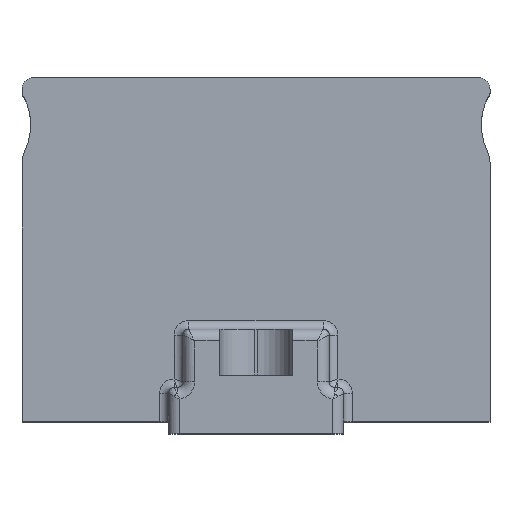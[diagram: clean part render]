
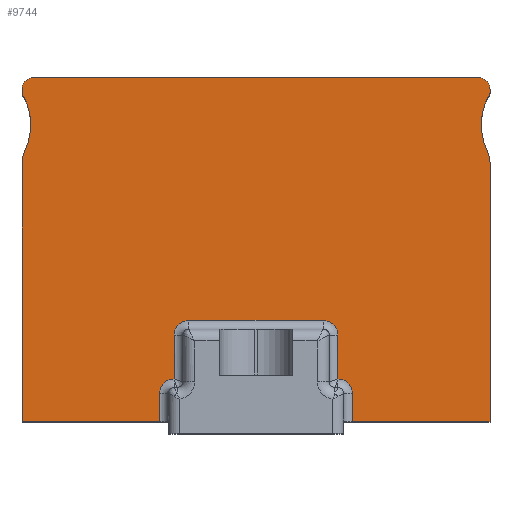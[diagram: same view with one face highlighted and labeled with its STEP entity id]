
A CAD part, top view. The second image highlights one B-rep face of the part: STEP entity #9744.
In plain terms, the highlighted planar face has unit normal (0, 0, 1).
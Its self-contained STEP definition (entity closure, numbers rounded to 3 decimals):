
#1459=CARTESIAN_POINT('',(-48.5,52.8,72.5));
#1460=DIRECTION('',(0.,0.,-1.));
#1461=DIRECTION('',(0.857,0.515,0.));
#1462=AXIS2_PLACEMENT_3D('',#1459,#1460,#1461);
#1464=CARTESIAN_POINT('',(-39.5,58.208,72.5));
#1465=DIRECTION('',(0.,0.,-1.));
#1466=DIRECTION('',(-0.857,-0.515,0.));
#1467=AXIS2_PLACEMENT_3D('',#1464,#1465,#1466);
#1469=DIRECTION('',(0.,1.,0.));
#1470=VECTOR('',#1469,0.592);
#1471=CARTESIAN_POINT('',(-40.,58.208,72.5));
#1472=LINE('',#1471,#1470);
#1473=CARTESIAN_POINT('',(-38.,58.8,72.5));
#1474=DIRECTION('',(0.,0.,-1.));
#1475=DIRECTION('',(-1.,0.,0.));
#1476=AXIS2_PLACEMENT_3D('',#1473,#1474,#1475);
#1478=DIRECTION('',(1.,0.,0.));
#1479=VECTOR('',#1478,76.);
#1480=CARTESIAN_POINT('',(-38.,60.8,72.5));
#1481=LINE('',#1480,#1479);
#1482=CARTESIAN_POINT('',(38.,58.8,72.5));
#1483=DIRECTION('',(0.,0.,-1.));
#1484=DIRECTION('',(0.,1.,0.));
#1485=AXIS2_PLACEMENT_3D('',#1482,#1483,#1484);
#1487=DIRECTION('',(0.,-1.,0.));
#1488=VECTOR('',#1487,0.592);
#1489=CARTESIAN_POINT('',(40.,58.8,72.5));
#1490=LINE('',#1489,#1488);
#1491=CARTESIAN_POINT('',(39.5,58.208,72.5));
#1492=DIRECTION('',(0.,0.,1.));
#1493=DIRECTION('',(0.857,-0.515,0.));
#1494=AXIS2_PLACEMENT_3D('',#1491,#1492,#1493);
#1496=CARTESIAN_POINT('',(48.5,52.8,72.5));
#1497=DIRECTION('',(0.,0.,1.));
#1498=DIRECTION('',(-0.857,0.515,0.));
#1499=AXIS2_PLACEMENT_3D('',#1496,#1497,#1498);
#1501=CARTESIAN_POINT('',(35.,46.262,72.5));
#1502=DIRECTION('',(0.,0.,1.));
#1503=DIRECTION('',(1.,0.,0.));
#1504=AXIS2_PLACEMENT_3D('',#1501,#1502,#1503);
#1506=DIRECTION('',(0.,-1.,0.));
#1507=VECTOR('',#1506,44.262);
#1508=CARTESIAN_POINT('',(40.,46.262,72.5));
#1509=LINE('',#1508,#1507);
#1510=DIRECTION('',(-1.,0.,0.));
#1511=VECTOR('',#1510,23.5);
#1512=CARTESIAN_POINT('',(40.,2.,72.5));
#1513=LINE('',#1512,#1511);
#1514=DIRECTION('',(0.,1.,0.));
#1515=VECTOR('',#1514,4.8);
#1516=CARTESIAN_POINT('',(16.5,2.,72.5));
#1517=LINE('',#1516,#1515);
#1518=CARTESIAN_POINT('',(14.,6.8,72.5));
#1519=DIRECTION('',(0.,0.,1.));
#1520=DIRECTION('',(1.,0.,0.));
#1521=AXIS2_PLACEMENT_3D('',#1518,#1519,#1520);
#1523=DIRECTION('',(0.,1.,0.));
#1524=VECTOR('',#1523,7.5);
#1525=CARTESIAN_POINT('',(14.,9.3,72.5));
#1526=LINE('',#1525,#1524);
#1527=CARTESIAN_POINT('',(11.5,16.8,72.5));
#1528=DIRECTION('',(0.,0.,1.));
#1529=DIRECTION('',(1.,0.,0.));
#1530=AXIS2_PLACEMENT_3D('',#1527,#1528,#1529);
#1532=DIRECTION('',(-1.,0.,0.));
#1533=VECTOR('',#1532,23.);
#1534=CARTESIAN_POINT('',(11.5,19.3,72.5));
#1535=LINE('',#1534,#1533);
#1536=CARTESIAN_POINT('',(-11.5,16.8,72.5));
#1537=DIRECTION('',(0.,0.,1.));
#1538=DIRECTION('',(0.,1.,0.));
#1539=AXIS2_PLACEMENT_3D('',#1536,#1537,#1538);
#1541=DIRECTION('',(0.,-1.,0.));
#1542=VECTOR('',#1541,7.5);
#1543=CARTESIAN_POINT('',(-14.,16.8,72.5));
#1544=LINE('',#1543,#1542);
#1545=CARTESIAN_POINT('',(-14.,6.8,72.5));
#1546=DIRECTION('',(0.,0.,1.));
#1547=DIRECTION('',(0.,1.,0.));
#1548=AXIS2_PLACEMENT_3D('',#1545,#1546,#1547);
#1550=DIRECTION('',(0.,-1.,0.));
#1551=VECTOR('',#1550,4.8);
#1552=CARTESIAN_POINT('',(-16.5,6.8,72.5));
#1553=LINE('',#1552,#1551);
#1554=DIRECTION('',(-1.,0.,0.));
#1555=VECTOR('',#1554,23.5);
#1556=CARTESIAN_POINT('',(-16.5,2.,72.5));
#1557=LINE('',#1556,#1555);
#1558=DIRECTION('',(0.,1.,0.));
#1559=VECTOR('',#1558,44.262);
#1560=CARTESIAN_POINT('',(-40.,2.,72.5));
#1561=LINE('',#1560,#1559);
#1562=CARTESIAN_POINT('',(-35.,46.262,72.5));
#1563=DIRECTION('',(0.,0.,-1.));
#1564=DIRECTION('',(-1.,0.,0.));
#1565=AXIS2_PLACEMENT_3D('',#1562,#1563,#1564);
#6929=CARTESIAN_POINT('',(-38.,60.8,72.5));
#6930=CARTESIAN_POINT('',(38.,60.8,72.5));
#6931=VERTEX_POINT('',#6929);
#6932=VERTEX_POINT('',#6930);
#6937=CARTESIAN_POINT('',(40.,2.,72.5));
#6939=VERTEX_POINT('',#6937);
#6941=CARTESIAN_POINT('',(-40.,2.,72.5));
#6943=VERTEX_POINT('',#6941);
#6993=CARTESIAN_POINT('',(-40.,58.8,72.5));
#6994=VERTEX_POINT('',#6993);
#6995=CARTESIAN_POINT('',(40.,58.8,72.5));
#6996=VERTEX_POINT('',#6995);
#7316=CARTESIAN_POINT('',(16.5,2.,72.5));
#7317=CARTESIAN_POINT('',(16.5,6.8,72.5));
#7318=VERTEX_POINT('',#7316);
#7319=VERTEX_POINT('',#7317);
#7320=CARTESIAN_POINT('',(14.,9.3,72.5));
#7321=VERTEX_POINT('',#7320);
#7325=CARTESIAN_POINT('',(-14.,16.8,72.5));
#7326=CARTESIAN_POINT('',(-14.,9.3,72.5));
#7327=VERTEX_POINT('',#7325);
#7328=VERTEX_POINT('',#7326);
#7331=CARTESIAN_POINT('',(-11.5,19.3,72.5));
#7332=VERTEX_POINT('',#7331);
#7335=CARTESIAN_POINT('',(11.5,19.3,72.5));
#7336=VERTEX_POINT('',#7335);
#7339=CARTESIAN_POINT('',(14.,16.8,72.5));
#7340=VERTEX_POINT('',#7339);
#7345=CARTESIAN_POINT('',(-16.5,6.8,72.5));
#7346=CARTESIAN_POINT('',(-16.5,2.,72.5));
#7347=VERTEX_POINT('',#7345);
#7348=VERTEX_POINT('',#7346);
#7357=CARTESIAN_POINT('',(39.929,57.951,72.5));
#7358=CARTESIAN_POINT('',(39.5,48.441,72.5));
#7359=VERTEX_POINT('',#7357);
#7360=VERTEX_POINT('',#7358);
#7385=CARTESIAN_POINT('',(40.,58.208,72.5));
#7386=VERTEX_POINT('',#7385);
#7387=CARTESIAN_POINT('',(40.,46.262,72.5));
#7388=VERTEX_POINT('',#7387);
#7425=CARTESIAN_POINT('',(-39.929,57.951,72.5));
#7426=CARTESIAN_POINT('',(-39.5,48.441,72.5));
#7427=VERTEX_POINT('',#7425);
#7428=VERTEX_POINT('',#7426);
#7453=CARTESIAN_POINT('',(-40.,46.262,72.5));
#7454=VERTEX_POINT('',#7453);
#7455=CARTESIAN_POINT('',(-40.,58.208,72.5));
#7456=VERTEX_POINT('',#7455);
#9690=CARTESIAN_POINT('',(0.,0.,72.5));
#9691=DIRECTION('',(0.,0.,1.));
#9692=DIRECTION('',(1.,0.,0.));
#9693=AXIS2_PLACEMENT_3D('',#9690,#9691,#9692);
#9694=PLANE('',#9693);
#9696=ORIENTED_EDGE('',*,*,#9695,.F.);
#9698=ORIENTED_EDGE('',*,*,#9697,.T.);
#9700=ORIENTED_EDGE('',*,*,#9699,.T.);
#9702=ORIENTED_EDGE('',*,*,#9701,.T.);
#9704=ORIENTED_EDGE('',*,*,#9703,.T.);
#9706=ORIENTED_EDGE('',*,*,#9705,.T.);
#9708=ORIENTED_EDGE('',*,*,#9707,.T.);
#9710=ORIENTED_EDGE('',*,*,#9709,.F.);
#9712=ORIENTED_EDGE('',*,*,#9711,.T.);
#9714=ORIENTED_EDGE('',*,*,#9713,.F.);
#9716=ORIENTED_EDGE('',*,*,#9715,.T.);
#9718=ORIENTED_EDGE('',*,*,#9717,.T.);
#9720=ORIENTED_EDGE('',*,*,#9719,.T.);
#9722=ORIENTED_EDGE('',*,*,#9721,.T.);
#9724=ORIENTED_EDGE('',*,*,#9723,.T.);
#9726=ORIENTED_EDGE('',*,*,#9725,.T.);
#9728=ORIENTED_EDGE('',*,*,#9727,.T.);
#9730=ORIENTED_EDGE('',*,*,#9729,.T.);
#9732=ORIENTED_EDGE('',*,*,#9731,.T.);
#9733=ORIENTED_EDGE('',*,*,#9680,.T.);
#9735=ORIENTED_EDGE('',*,*,#9734,.T.);
#9737=ORIENTED_EDGE('',*,*,#9736,.T.);
#9739=ORIENTED_EDGE('',*,*,#9738,.T.);
#9741=ORIENTED_EDGE('',*,*,#9740,.T.);
#9742=EDGE_LOOP('',(#9696,#9698,#9700,#9702,#9704,#9706,#9708,#9710,#9712,#9714,
#9716,#9718,#9720,#9722,#9724,#9726,#9728,#9730,#9732,#9733,#9735,#9737,#9739,
#9741));
#9743=FACE_OUTER_BOUND('',#9742,.F.);
#9744=ADVANCED_FACE('',(#9743),#9694,.T.);
#1463=CIRCLE('',#1462,10.);
#1468=CIRCLE('',#1467,0.5);
#1477=CIRCLE('',#1476,2.);
#1486=CIRCLE('',#1485,2.);
#1495=CIRCLE('',#1494,0.5);
#1500=CIRCLE('',#1499,10.);
#1505=CIRCLE('',#1504,5.);
#1522=CIRCLE('',#1521,2.5);
#1531=CIRCLE('',#1530,2.5);
#1540=CIRCLE('',#1539,2.5);
#1549=CIRCLE('',#1548,2.5);
#1566=CIRCLE('',#1565,5.);
#9680=EDGE_CURVE('',#7328,#7347,#1549,.T.);
#9695=EDGE_CURVE('',#7427,#7428,#1463,.T.);
#9697=EDGE_CURVE('',#7427,#7456,#1468,.T.);
#9699=EDGE_CURVE('',#7456,#6994,#1472,.T.);
#9701=EDGE_CURVE('',#6994,#6931,#1477,.T.);
#9703=EDGE_CURVE('',#6931,#6932,#1481,.T.);
#9705=EDGE_CURVE('',#6932,#6996,#1486,.T.);
#9707=EDGE_CURVE('',#6996,#7386,#1490,.T.);
#9709=EDGE_CURVE('',#7359,#7386,#1495,.T.);
#9711=EDGE_CURVE('',#7359,#7360,#1500,.T.);
#9713=EDGE_CURVE('',#7388,#7360,#1505,.T.);
#9715=EDGE_CURVE('',#7388,#6939,#1509,.T.);
#9717=EDGE_CURVE('',#6939,#7318,#1513,.T.);
#9719=EDGE_CURVE('',#7318,#7319,#1517,.T.);
#9721=EDGE_CURVE('',#7319,#7321,#1522,.T.);
#9723=EDGE_CURVE('',#7321,#7340,#1526,.T.);
#9725=EDGE_CURVE('',#7340,#7336,#1531,.T.);
#9727=EDGE_CURVE('',#7336,#7332,#1535,.T.);
#9729=EDGE_CURVE('',#7332,#7327,#1540,.T.);
#9731=EDGE_CURVE('',#7327,#7328,#1544,.T.);
#9734=EDGE_CURVE('',#7347,#7348,#1553,.T.);
#9736=EDGE_CURVE('',#7348,#6943,#1557,.T.);
#9738=EDGE_CURVE('',#6943,#7454,#1561,.T.);
#9740=EDGE_CURVE('',#7454,#7428,#1566,.T.);
